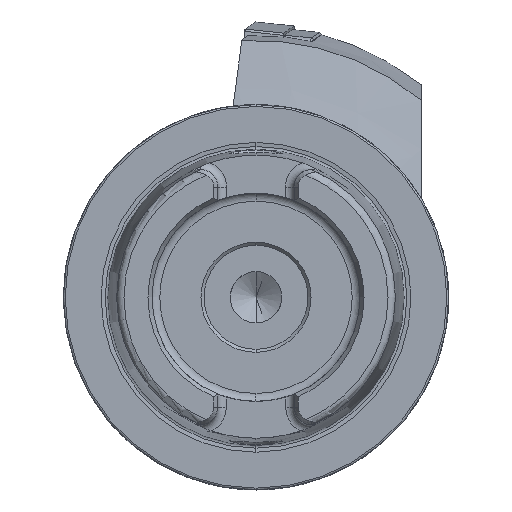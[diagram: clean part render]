
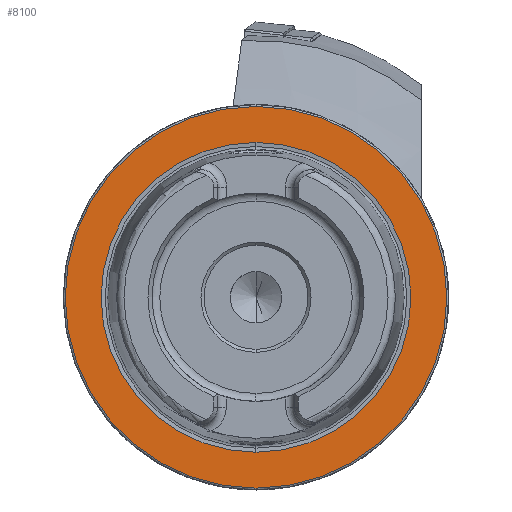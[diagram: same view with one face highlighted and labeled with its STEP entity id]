
A CAD part, left-side view. The second image highlights one B-rep face of the part: STEP entity #8100.
In plain terms, the highlighted planar face has unit normal (-1, 0, 0).
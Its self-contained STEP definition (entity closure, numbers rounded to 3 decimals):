
#1562 = FACE_OUTER_BOUND ( 'NONE', #8407, .T. ) ;
#1567 = FACE_BOUND ( 'NONE', #8397, .T. ) ;
#2244 = CARTESIAN_POINT ( 'NONE',  ( 0., 0., -25.324 ) ) ;
#2253 = CARTESIAN_POINT ( 'NONE',  ( 0., 0., 25.324 ) ) ;
#2257 = CARTESIAN_POINT ( 'NONE',  ( 0., 0., 31.2 ) ) ;
#2258 = CARTESIAN_POINT ( 'NONE',  ( 0., 0., -31.2 ) ) ;
#3186 = AXIS2_PLACEMENT_3D ( 'NONE', #11738, #11743, #11744 ) ;
#3467 = AXIS2_PLACEMENT_3D ( 'NONE', #9683, #9684, #9685 ) ;
#3469 = AXIS2_PLACEMENT_3D ( 'NONE', #9716, #9717, #9718 ) ;
#5042 = DIRECTION ( 'NONE',  ( 0., 0., 1. ) ) ;
#5043 = DIRECTION ( 'NONE',  ( -1., 0., 0. ) ) ;
#5096 = CARTESIAN_POINT ( 'NONE',  ( 0., 0., 0. ) ) ;
#5101 = CARTESIAN_POINT ( 'NONE',  ( 0., 0., 0. ) ) ;
#5102 = DIRECTION ( 'NONE',  ( -1., 0., 0. ) ) ;
#5103 = DIRECTION ( 'NONE',  ( 0., 0., 1. ) ) ;
#5944 = ORIENTED_EDGE ( 'NONE', *, *, #12544, .F. ) ;
#5945 = ORIENTED_EDGE ( 'NONE', *, *, #7167, .F. ) ;
#5946 = ORIENTED_EDGE ( 'NONE', *, *, #7163, .T. ) ;
#5947 = ORIENTED_EDGE ( 'NONE', *, *, #12533, .T. ) ;
#6519 = CIRCLE ( 'NONE', #3467, 31.2 ) ;
#6535 = CIRCLE ( 'NONE', #3469, 25.324 ) ;
#7163 = EDGE_CURVE ( 'NONE', #7540, #7542, #10048, .T. ) ;
#7167 = EDGE_CURVE ( 'NONE', #7520, #7534, #10054, .T. ) ;
#7402 = AXIS2_PLACEMENT_3D ( 'NONE', #5101, #5102, #5103 ) ;
#7405 = AXIS2_PLACEMENT_3D ( 'NONE', #5096, #5043, #5042 ) ;
#7520 = VERTEX_POINT ( 'NONE', #2244 ) ;
#7534 = VERTEX_POINT ( 'NONE', #2253 ) ;
#7540 = VERTEX_POINT ( 'NONE', #2257 ) ;
#7542 = VERTEX_POINT ( 'NONE', #2258 ) ;
#8100 = ADVANCED_FACE ( 'NONE', ( #1567, #1562 ), #11741, .F. ) ;
#8397 = EDGE_LOOP ( 'NONE', ( #5944, #5945 ) ) ;
#8407 = EDGE_LOOP ( 'NONE', ( #5946, #5947 ) ) ;
#9683 = CARTESIAN_POINT ( 'NONE',  ( 0., 0., 0. ) ) ;
#9684 = DIRECTION ( 'NONE',  ( -1., 0., 0. ) ) ;
#9685 = DIRECTION ( 'NONE',  ( 0., 0., 1. ) ) ;
#9716 = CARTESIAN_POINT ( 'NONE',  ( 0., 0., 0. ) ) ;
#9717 = DIRECTION ( 'NONE',  ( -1., 0., 0. ) ) ;
#9718 = DIRECTION ( 'NONE',  ( 0., 0., 1. ) ) ;
#10048 = CIRCLE ( 'NONE', #7402, 31.2 ) ;
#10054 = CIRCLE ( 'NONE', #7405, 25.324 ) ;
#11738 = CARTESIAN_POINT ( 'NONE',  ( 0., 31.2, 0. ) ) ;
#11741 = PLANE ( 'NONE',  #3186 ) ;
#11743 = DIRECTION ( 'NONE',  ( 1., 0., 0. ) ) ;
#11744 = DIRECTION ( 'NONE',  ( 0., 0., -1. ) ) ;
#12533 = EDGE_CURVE ( 'NONE', #7542, #7540, #6519, .T. ) ;
#12544 = EDGE_CURVE ( 'NONE', #7534, #7520, #6535, .T. ) ;
